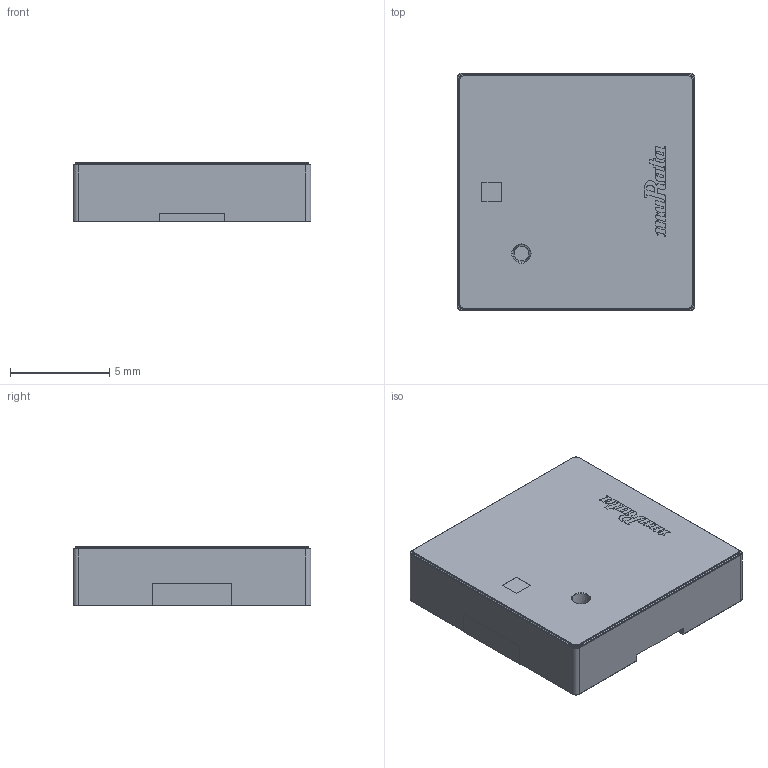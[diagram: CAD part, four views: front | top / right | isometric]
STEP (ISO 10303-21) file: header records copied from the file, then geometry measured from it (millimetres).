
FILE_DESCRIPTION(/* description */ (''),/* implementation_level */ '2;1');
FILE_NAME(/* name */ 'Murata PKLCS1212E2400-R1.stp',/* time_stamp */ '2020-09-22T20:58:05-04:00',/* author */ ('Ricardo'),/* organization */ (''),/* preprocessor_version */ 'ST-DEVELOPER v18',/* originating_system */ 'Autodesk Inventor 2020',/* authorisation */ '');
FILE_SCHEMA (('AUTOMOTIVE_DESIGN { 1 0 10303 214 3 1 1 }'));
Length unit declared in the file: millimetre
Products named in the file (4): Murata PKLCS1212E2400-R1; body; terminals; marking
Assembly tree (3 placements, depth 2):
  Murata PKLCS1212E2400-R1
    body
    terminals
    marking
Bounding box: 12 x 12 x 3 mm (x, y, z)
Volume: 429.5 mm3; surface area: 478.5 mm2
Topology: 5 solids, 5 shells, 305 faces, 848 edges, 555 vertices
Faces by surface type: bspline 125, plane 122, cylinder 39, torus 18, cone 1
Entity records: 10591 total; most frequent: CARTESIAN_POINT 3044, ORIENTED_EDGE 1696, DIRECTION 1347, EDGE_CURVE 848, VERTEX_POINT 555, LINE 495, VECTOR 495, AXIS2_PLACEMENT_3D 426
